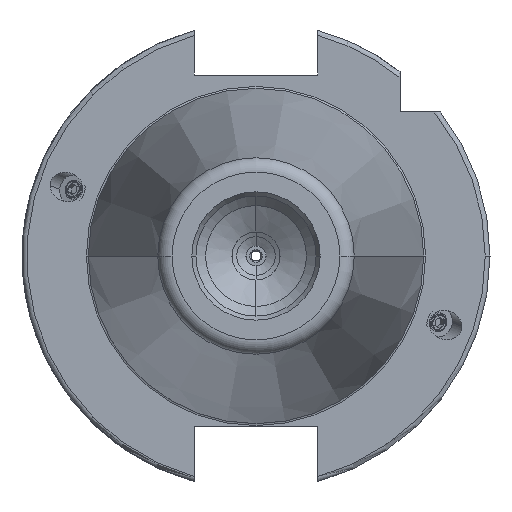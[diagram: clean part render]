
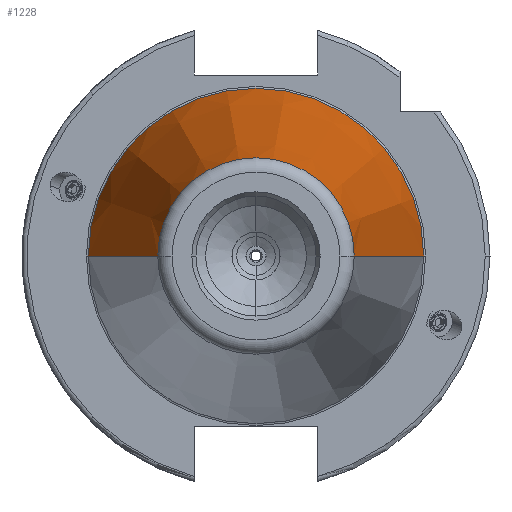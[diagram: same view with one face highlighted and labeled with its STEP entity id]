
A CAD part, left-side view. The second image highlights one B-rep face of the part: STEP entity #1228.
In plain terms, the highlighted conical face has half-angle 8.297 degrees and reference radius 34.925 mm.
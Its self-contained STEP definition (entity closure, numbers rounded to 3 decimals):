
#110 = CARTESIAN_POINT ( 'NONE',  ( 0., 34.925, 0. ) ) ;
#157 = VERTEX_POINT ( 'NONE', #5514 ) ;
#166 = CONICAL_SURFACE ( 'NONE', #1264, 34.925, 0.145 ) ;
#249 = ORIENTED_EDGE ( 'NONE', *, *, #457, .F. ) ;
#272 = CARTESIAN_POINT ( 'NONE',  ( 0., -34.925, 0. ) ) ;
#457 = EDGE_CURVE ( 'NONE', #157, #3903, #7126, .T. ) ;
#842 = ORIENTED_EDGE ( 'NONE', *, *, #3709, .F. ) ;
#922 = EDGE_CURVE ( 'NONE', #2665, #3903, #5238, .T. ) ;
#1184 = DIRECTION ( 'NONE',  ( 0., -1., 0. ) ) ;
#1228 = ADVANCED_FACE ( 'NONE', ( #7338 ), #166, .T. ) ;
#1256 = ORIENTED_EDGE ( 'NONE', *, *, #2821, .T. ) ;
#1264 = AXIS2_PLACEMENT_3D ( 'NONE', #4362, #2107, #7220 ) ;
#1725 = LINE ( 'NONE', #7485, #6108 ) ;
#1934 = DIRECTION ( 'NONE',  ( 0.99, 0.144, 0. ) ) ;
#2107 = DIRECTION ( 'NONE',  ( 1., 0., 0. ) ) ;
#2370 = CARTESIAN_POINT ( 'NONE',  ( -99.183, 0., 0. ) ) ;
#2629 = EDGE_LOOP ( 'NONE', ( #842, #1256, #7263, #249 ) ) ;
#2665 = VERTEX_POINT ( 'NONE', #272 ) ;
#2821 = EDGE_CURVE ( 'NONE', #7466, #2665, #1725, .T. ) ;
#2930 = DIRECTION ( 'NONE',  ( -1., 0., 0. ) ) ;
#2969 = AXIS2_PLACEMENT_3D ( 'NONE', #2370, #2930, #1184 ) ;
#3709 = EDGE_CURVE ( 'NONE', #7466, #157, #3809, .T. ) ;
#3809 = CIRCLE ( 'NONE', #2969, 20.461 ) ;
#3816 = DIRECTION ( 'NONE',  ( -1., 0., 0. ) ) ;
#3903 = VERTEX_POINT ( 'NONE', #5014 ) ;
#4362 = CARTESIAN_POINT ( 'NONE',  ( 0., 0., 0. ) ) ;
#4627 = VECTOR ( 'NONE', #1934, 1000. ) ;
#5014 = CARTESIAN_POINT ( 'NONE',  ( 0., 34.925, 0. ) ) ;
#5238 = CIRCLE ( 'NONE', #6217, 34.925 ) ;
#5424 = CARTESIAN_POINT ( 'NONE',  ( 0., 0., 0. ) ) ;
#5514 = CARTESIAN_POINT ( 'NONE',  ( -99.183, 20.461, 0. ) ) ;
#6070 = CARTESIAN_POINT ( 'NONE',  ( -99.183, -20.461, 0. ) ) ;
#6108 = VECTOR ( 'NONE', #7378, 1000. ) ;
#6149 = DIRECTION ( 'NONE',  ( 0., -1., 0. ) ) ;
#6217 = AXIS2_PLACEMENT_3D ( 'NONE', #5424, #3816, #6149 ) ;
#7126 = LINE ( 'NONE', #110, #4627 ) ;
#7220 = DIRECTION ( 'NONE',  ( 0., 1., 0. ) ) ;
#7263 = ORIENTED_EDGE ( 'NONE', *, *, #922, .T. ) ;
#7338 = FACE_OUTER_BOUND ( 'NONE', #2629, .T. ) ;
#7378 = DIRECTION ( 'NONE',  ( 0.99, -0.144, 0. ) ) ;
#7466 = VERTEX_POINT ( 'NONE', #6070 ) ;
#7485 = CARTESIAN_POINT ( 'NONE',  ( 0., -34.925, 0. ) ) ;
